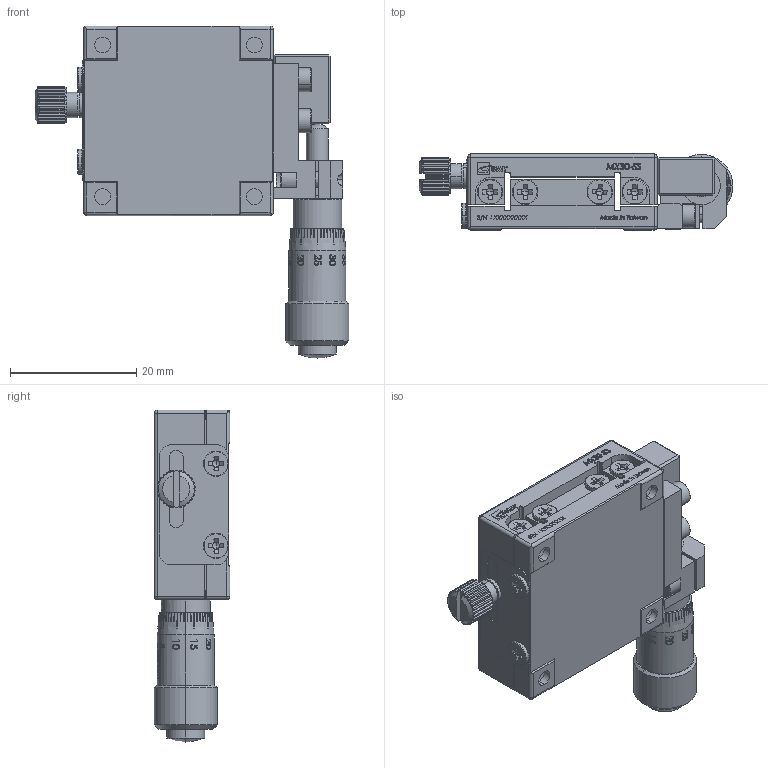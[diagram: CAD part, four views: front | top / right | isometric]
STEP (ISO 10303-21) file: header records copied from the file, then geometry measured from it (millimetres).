
FILE_DESCRIPTION (( 'STEP AP203' ), '1' );
FILE_NAME ('MX30-SS(«¬¿ý).STEP', '2013-07-16T07:30:42', ( '123' ), ( '' ), 'SwSTEP 2.0', 'SolidWorks 2013', '' );
FILE_SCHEMA (( 'CONFIG_CONTROL_DESIGN' ));
Products named in the file (3): Group1^MX30-SS(型錄); Group2^MX30-SS(型錄); MX30-SS(型錄)
Assembly tree (2 placements, depth 2):
  MX30-SS(型錄)
    Group1^MX30-SS(型錄)
    Group2^MX30-SS(型錄)
Bounding box: 49.7 x 12 x 52.55 mm (x, y, z)
Volume: 12708.1 mm3; surface area: 8521.6 mm2
Topology: 2 solids, 2 shells, 2003 faces, 5413 edges, 3502 vertices
Faces by surface type: plane 1176, bspline 397, cylinder 260, cone 84, torus 76, sphere 10
Entity records: 86641 total; most frequent: CARTESIAN_POINT 38900, ORIENTED_EDGE 10758, DIRECTION 8385, EDGE_CURVE 5379, VERTEX_POINT 3502, VECTOR 3215, LINE 3215, AXIS2_PLACEMENT_3D 2585
